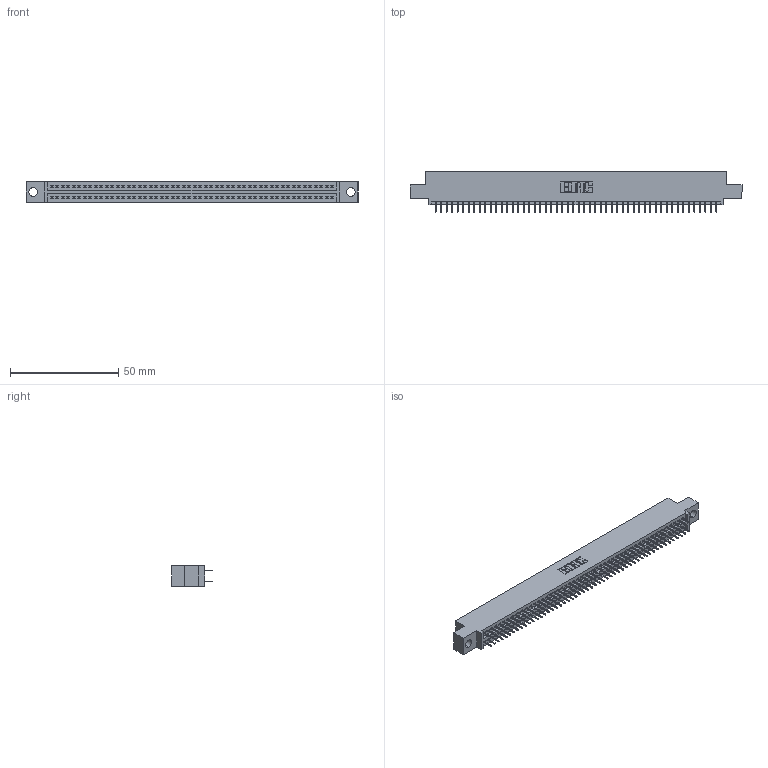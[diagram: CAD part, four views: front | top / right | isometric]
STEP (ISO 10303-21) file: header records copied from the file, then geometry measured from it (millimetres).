
FILE_DESCRIPTION (( 'STEP AP203' ), '1' );
FILE_NAME ('845-104-525-504.STEP', '2020-09-24T05:42:44', ( '' ), ( '' ), 'SwSTEP 2.0', 'SolidWorks 2020', '' );
FILE_SCHEMA (( 'CONFIG_CONTROL_DESIGN' ));
Length unit declared in the file: inch
Products named in the file (3): 345-292-001_345-293-125; 845-104-525-504; 845 Part_0.110 Offset - 0.156 Dia-TH
Assembly tree (105 placements, depth 2):
  845-104-525-504
    845 Part_0.110 Offset - 0.156 Dia-TH
    345-292-001_345-293-125  x104
Bounding box: 153.29 x 18.72 x 9.4 mm (x, y, z)
Volume: 14651.1 mm3; surface area: 21242.6 mm2
Topology: 105 solids, 105 shells, 5746 faces, 16265 edges, 10426 vertices
Faces by surface type: plane 4140, cylinder 1606
Entity records: 39663 total; most frequent: CARTESIAN_POINT 6640, ORIENTED_EDGE 6574, DIRECTION 5843, EDGE_CURVE 3287, VECTOR 2951, LINE 2951, VERTEX_POINT 2186, AXIS2_PLACEMENT_3D 1446
